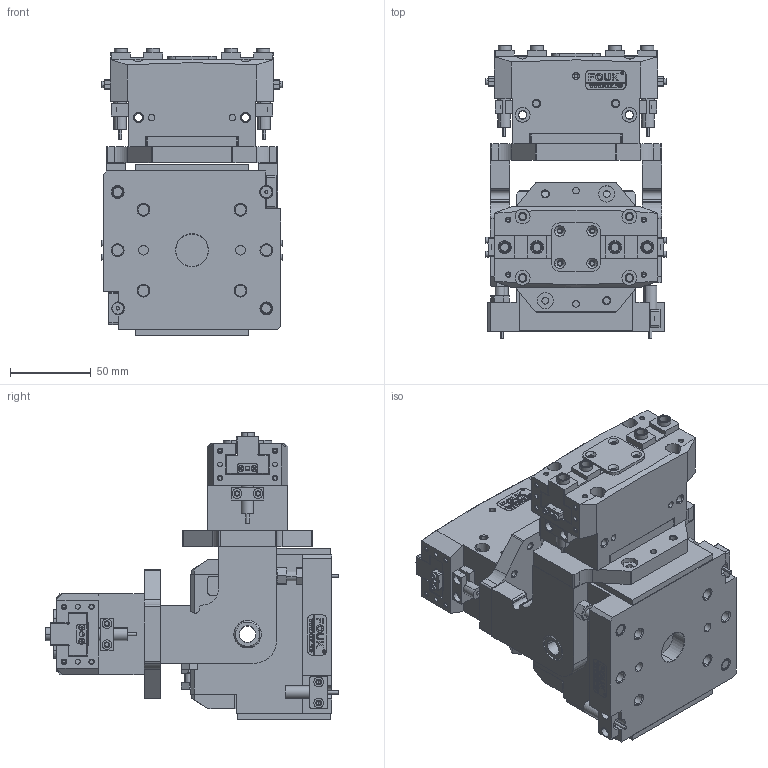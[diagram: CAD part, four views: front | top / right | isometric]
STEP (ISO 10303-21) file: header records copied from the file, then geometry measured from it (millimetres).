
FILE_DESCRIPTION (( 'STEP AP203' ), '1' );
FILE_NAME ('TE50-TR46-101-90¡ã.STEP', '2025-07-09T05:16:33', ( 'USER-' ), ( 'Microsoft' ), 'SwSTEP 2.0', 'SolidWorks 2018', '' );
FILE_SCHEMA (( 'CONFIG_CONTROL_DESIGN' ));
Length unit declared in the file: millimetre
Products named in the file (32): TR46 -101杅耀.sldasm-Part-4; TR46 -101杅耀.sldasm-Part-12; 鞠褒芛蹟邡 M6X25; TR46 -101杅耀.sldasm-Part-2; TE50-TR46-101-90°; TE50-tr50.sldasm-Part-12; TE50; TE50-tr50.sldasm-Part-2; TR46 -101杅耀.sldasm-Part-17; TE50-tr50.sldasm-Part-21; TE50-tr50.sldasm-Part-9; 揤輸蚾饜极; TR46 -101杅耀.sldasm-Part-15; hexagon nuts grade c gb_GB_FASTENER_NUT_SNC1 M6-N; TR46 -101杅耀; TR46 -101杅耀.sldasm-Part-5; TZ33-60杅耀.sldasm-Part-19; 埴翐芛_GB_FASTENER_SCREWS_HSHCS M2X8-N; TR46 -101杅耀.sldasm-Part-10; TR46 -101杅耀.sldasm-Part-8; TE40杅耀.sldasm-Part-15; 25x12-R3; TR46 -101杅耀.sldasm-Part-14; TE50-M-01 啊詰褲极; TR46 -101杅耀.sldasm-Part-16; TE50-盓傅薊啣; 揤輸杅耀.sldasm-Part-9; TR46 -101杅耀.sldasm-Part-11; TZ33-60杅耀.sldasm-Part-12; TE50-tr50.sldasm-Part-1; TR46-101菁裔啣杅耀.sldasm-Part-35; TE50-tr50.sldasm-Part-8
Assembly tree (47 placements, depth 4):
  TE50-TR46-101-90°
    TE50
      TE50-tr50.sldasm-Part-1
      TE50-tr50.sldasm-Part-2
      TE50-tr50.sldasm-Part-8  x2
      TE50-tr50.sldasm-Part-9
      TE50-tr50.sldasm-Part-12  x2
      TE50-tr50.sldasm-Part-21  x2
      TZ33-60杅耀.sldasm-Part-12  x2
      TZ33-60杅耀.sldasm-Part-19  x2
      TE50-M-01 啊詰褲极
      25x12-R3
      鞠褒芛蹟邡 M6X25  x4
      TE40杅耀.sldasm-Part-15  x2
      hexagon nuts grade c gb_GB_FASTENER_NUT_SNC1 M6-N  x2
      TE50-盓傅薊啣  x2
    TR46 -101杅耀  x2
      TR46 -101杅耀.sldasm-Part-2
      TR46 -101杅耀.sldasm-Part-4
      TR46 -101杅耀.sldasm-Part-5
      TR46 -101杅耀.sldasm-Part-8
      TR46 -101杅耀.sldasm-Part-10
      TR46 -101杅耀.sldasm-Part-11
      TR46 -101杅耀.sldasm-Part-12
      TR46 -101杅耀.sldasm-Part-14
      TR46 -101杅耀.sldasm-Part-15
      TR46 -101杅耀.sldasm-Part-16
      TR46 -101杅耀.sldasm-Part-17
      TR46-101菁裔啣杅耀.sldasm-Part-35
      揤輸蚾饜极
        揤輸杅耀.sldasm-Part-9
        埴翐芛_GB_FASTENER_SCREWS_HSHCS M2X8-N  x2
      25x12-R3
Bounding box: 112.24 x 181.3 x 178 mm (x, y, z)
Volume: 1373849.1 mm3; surface area: 307817.9 mm2
Topology: 65 solids, 65 shells, 3681 faces, 9485 edges, 6129 vertices
Faces by surface type: plane 1681, cylinder 1096, bspline 469, cone 419, torus 16
Entity records: 61398 total; most frequent: CARTESIAN_POINT 20948, ORIENTED_EDGE 7752, DIRECTION 7283, EDGE_CURVE 3876, AXIS2_PLACEMENT_3D 2529, VERTEX_POINT 2504, VECTOR 2225, LINE 2225
